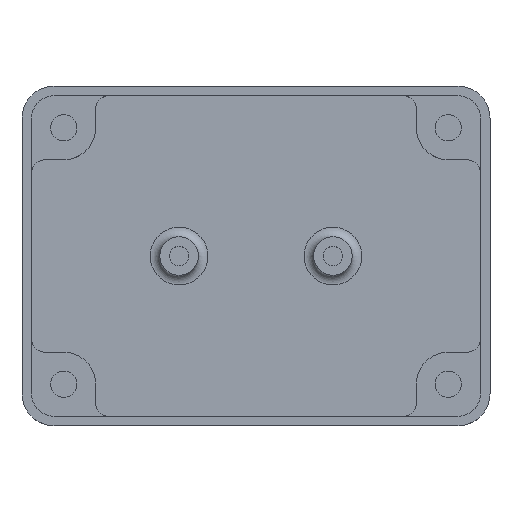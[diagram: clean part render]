
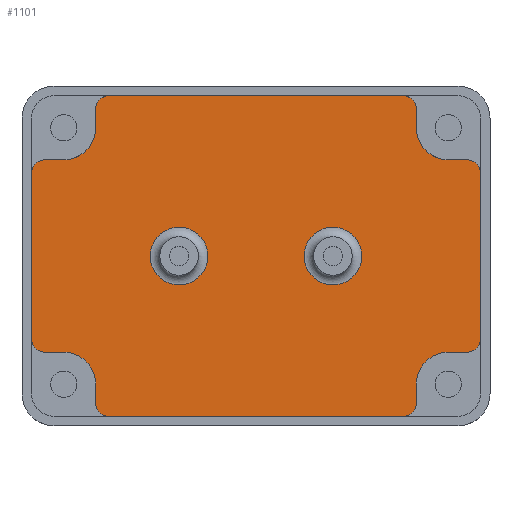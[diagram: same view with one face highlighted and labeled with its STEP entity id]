
A CAD part, top view. The second image highlights one B-rep face of the part: STEP entity #1101.
In plain terms, the highlighted planar face has unit normal (0, 0, 1).
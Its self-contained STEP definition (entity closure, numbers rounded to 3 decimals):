
#25=FACE_BOUND('',#138,.T.);
#26=FACE_BOUND('',#139,.T.);
#35=PLANE('',#1189);
#68=FACE_OUTER_BOUND('',#137,.T.);
#137=EDGE_LOOP('',(#754,#755,#756,#757,#758,#759,#760,#761,#762,#763,#764,
#765,#766,#767,#768,#769,#770,#771,#772,#773,#774,#775,#776,#777));
#138=EDGE_LOOP('',(#778));
#139=EDGE_LOOP('',(#779));
#215=LINE('',#1719,#307);
#223=LINE('',#1740,#315);
#224=LINE('',#1743,#316);
#225=LINE('',#1745,#317);
#226=LINE('',#1749,#318);
#227=LINE('',#1753,#319);
#228=LINE('',#1757,#320);
#229=LINE('',#1761,#321);
#230=LINE('',#1765,#322);
#231=LINE('',#1769,#323);
#232=LINE('',#1773,#324);
#233=LINE('',#1777,#325);
#307=VECTOR('',#1339,10.);
#315=VECTOR('',#1355,10.);
#316=VECTOR('',#1358,10.);
#317=VECTOR('',#1359,10.);
#318=VECTOR('',#1362,10.);
#319=VECTOR('',#1365,10.);
#320=VECTOR('',#1368,10.);
#321=VECTOR('',#1371,10.);
#322=VECTOR('',#1374,10.);
#323=VECTOR('',#1377,10.);
#324=VECTOR('',#1380,10.);
#325=VECTOR('',#1383,10.);
#396=CIRCLE('',#1183,2.);
#398=CIRCLE('',#1187,2.);
#400=CIRCLE('',#1190,5.);
#401=CIRCLE('',#1191,2.);
#402=CIRCLE('',#1192,5.);
#403=CIRCLE('',#1193,2.);
#404=CIRCLE('',#1194,2.);
#405=CIRCLE('',#1195,5.);
#406=CIRCLE('',#1196,2.);
#407=CIRCLE('',#1197,2.);
#408=CIRCLE('',#1198,5.);
#409=CIRCLE('',#1199,2.);
#410=CIRCLE('',#1200,4.5);
#411=CIRCLE('',#1201,4.5);
#468=VERTEX_POINT('',#1707);
#469=VERTEX_POINT('',#1708);
#473=VERTEX_POINT('',#1718);
#478=VERTEX_POINT('',#1730);
#479=VERTEX_POINT('',#1731);
#482=VERTEX_POINT('',#1739);
#483=VERTEX_POINT('',#1741);
#484=VERTEX_POINT('',#1744);
#485=VERTEX_POINT('',#1746);
#486=VERTEX_POINT('',#1748);
#487=VERTEX_POINT('',#1750);
#488=VERTEX_POINT('',#1752);
#489=VERTEX_POINT('',#1754);
#490=VERTEX_POINT('',#1756);
#491=VERTEX_POINT('',#1758);
#492=VERTEX_POINT('',#1760);
#493=VERTEX_POINT('',#1762);
#494=VERTEX_POINT('',#1764);
#495=VERTEX_POINT('',#1766);
#496=VERTEX_POINT('',#1768);
#497=VERTEX_POINT('',#1770);
#498=VERTEX_POINT('',#1772);
#499=VERTEX_POINT('',#1774);
#500=VERTEX_POINT('',#1776);
#501=VERTEX_POINT('',#1779);
#502=VERTEX_POINT('',#1781);
#574=EDGE_CURVE('',#468,#469,#396,.T.);
#579=EDGE_CURVE('',#473,#468,#215,.T.);
#585=EDGE_CURVE('',#478,#479,#398,.T.);
#589=EDGE_CURVE('',#469,#482,#223,.T.);
#590=EDGE_CURVE('',#482,#483,#400,.T.);
#591=EDGE_CURVE('',#483,#478,#224,.T.);
#592=EDGE_CURVE('',#479,#484,#225,.T.);
#593=EDGE_CURVE('',#484,#485,#401,.T.);
#594=EDGE_CURVE('',#485,#486,#226,.T.);
#595=EDGE_CURVE('',#486,#487,#402,.T.);
#596=EDGE_CURVE('',#487,#488,#227,.T.);
#597=EDGE_CURVE('',#488,#489,#403,.T.);
#598=EDGE_CURVE('',#489,#490,#228,.T.);
#599=EDGE_CURVE('',#490,#491,#404,.T.);
#600=EDGE_CURVE('',#491,#492,#229,.T.);
#601=EDGE_CURVE('',#492,#493,#405,.T.);
#602=EDGE_CURVE('',#493,#494,#230,.T.);
#603=EDGE_CURVE('',#494,#495,#406,.T.);
#604=EDGE_CURVE('',#495,#496,#231,.F.);
#605=EDGE_CURVE('',#496,#497,#407,.T.);
#606=EDGE_CURVE('',#497,#498,#232,.T.);
#607=EDGE_CURVE('',#498,#499,#408,.T.);
#608=EDGE_CURVE('',#499,#500,#233,.T.);
#609=EDGE_CURVE('',#500,#473,#409,.T.);
#610=EDGE_CURVE('',#501,#501,#410,.T.);
#611=EDGE_CURVE('',#502,#502,#411,.T.);
#754=ORIENTED_EDGE('',*,*,#574,.T.);
#755=ORIENTED_EDGE('',*,*,#589,.T.);
#756=ORIENTED_EDGE('',*,*,#590,.T.);
#757=ORIENTED_EDGE('',*,*,#591,.T.);
#758=ORIENTED_EDGE('',*,*,#585,.T.);
#759=ORIENTED_EDGE('',*,*,#592,.T.);
#760=ORIENTED_EDGE('',*,*,#593,.T.);
#761=ORIENTED_EDGE('',*,*,#594,.T.);
#762=ORIENTED_EDGE('',*,*,#595,.T.);
#763=ORIENTED_EDGE('',*,*,#596,.T.);
#764=ORIENTED_EDGE('',*,*,#597,.T.);
#765=ORIENTED_EDGE('',*,*,#598,.T.);
#766=ORIENTED_EDGE('',*,*,#599,.T.);
#767=ORIENTED_EDGE('',*,*,#600,.T.);
#768=ORIENTED_EDGE('',*,*,#601,.T.);
#769=ORIENTED_EDGE('',*,*,#602,.T.);
#770=ORIENTED_EDGE('',*,*,#603,.T.);
#771=ORIENTED_EDGE('',*,*,#604,.T.);
#772=ORIENTED_EDGE('',*,*,#605,.T.);
#773=ORIENTED_EDGE('',*,*,#606,.T.);
#774=ORIENTED_EDGE('',*,*,#607,.T.);
#775=ORIENTED_EDGE('',*,*,#608,.T.);
#776=ORIENTED_EDGE('',*,*,#609,.T.);
#777=ORIENTED_EDGE('',*,*,#579,.T.);
#778=ORIENTED_EDGE('',*,*,#610,.F.);
#779=ORIENTED_EDGE('',*,*,#611,.F.);
#1101=ADVANCED_FACE('',(#68,#25,#26),#35,.T.);
#1183=AXIS2_PLACEMENT_3D('',#1709,#1330,#1331);
#1187=AXIS2_PLACEMENT_3D('',#1732,#1347,#1348);
#1189=AXIS2_PLACEMENT_3D('',#1738,#1353,#1354);
#1190=AXIS2_PLACEMENT_3D('',#1742,#1356,#1357);
#1191=AXIS2_PLACEMENT_3D('',#1747,#1360,#1361);
#1192=AXIS2_PLACEMENT_3D('',#1751,#1363,#1364);
#1193=AXIS2_PLACEMENT_3D('',#1755,#1366,#1367);
#1194=AXIS2_PLACEMENT_3D('',#1759,#1369,#1370);
#1195=AXIS2_PLACEMENT_3D('',#1763,#1372,#1373);
#1196=AXIS2_PLACEMENT_3D('',#1767,#1375,#1376);
#1197=AXIS2_PLACEMENT_3D('',#1771,#1378,#1379);
#1198=AXIS2_PLACEMENT_3D('',#1775,#1381,#1382);
#1199=AXIS2_PLACEMENT_3D('',#1778,#1384,#1385);
#1200=AXIS2_PLACEMENT_3D('',#1780,#1386,#1387);
#1201=AXIS2_PLACEMENT_3D('',#1782,#1388,#1389);
#1330=DIRECTION('center_axis',(0.,0.,1.));
#1331=DIRECTION('ref_axis',(0.707,-0.707,0.));
#1339=DIRECTION('',(1.,0.,0.));
#1347=DIRECTION('center_axis',(0.,0.,1.));
#1348=DIRECTION('ref_axis',(0.707,-0.707,0.));
#1353=DIRECTION('center_axis',(0.,0.,1.));
#1354=DIRECTION('ref_axis',(1.,0.,0.));
#1355=DIRECTION('',(0.,1.,0.));
#1356=DIRECTION('center_axis',(0.,0.,-1.));
#1357=DIRECTION('ref_axis',(0.,1.,0.));
#1358=DIRECTION('',(1.,0.,0.));
#1359=DIRECTION('',(0.,1.,0.));
#1360=DIRECTION('center_axis',(0.,0.,1.));
#1361=DIRECTION('ref_axis',(0.707,0.707,0.));
#1362=DIRECTION('',(-1.,0.,0.));
#1363=DIRECTION('center_axis',(0.,0.,-1.));
#1364=DIRECTION('ref_axis',(-1.,0.,0.));
#1365=DIRECTION('',(0.,1.,0.));
#1366=DIRECTION('center_axis',(0.,0.,1.));
#1367=DIRECTION('ref_axis',(0.707,0.707,0.));
#1368=DIRECTION('',(-1.,0.,0.));
#1369=DIRECTION('center_axis',(0.,0.,1.));
#1370=DIRECTION('ref_axis',(-0.707,0.707,0.));
#1371=DIRECTION('',(0.,-1.,0.));
#1372=DIRECTION('center_axis',(0.,0.,-1.));
#1373=DIRECTION('ref_axis',(0.,-1.,0.));
#1374=DIRECTION('',(-1.,0.,0.));
#1375=DIRECTION('center_axis',(0.,0.,1.));
#1376=DIRECTION('ref_axis',(-0.707,0.707,0.));
#1377=DIRECTION('',(0.,1.,0.));
#1378=DIRECTION('center_axis',(0.,0.,1.));
#1379=DIRECTION('ref_axis',(-0.707,-0.707,0.));
#1380=DIRECTION('',(1.,0.,0.));
#1381=DIRECTION('center_axis',(0.,0.,-1.));
#1382=DIRECTION('ref_axis',(1.,0.,0.));
#1383=DIRECTION('',(0.,-1.,0.));
#1384=DIRECTION('center_axis',(0.,0.,1.));
#1385=DIRECTION('ref_axis',(-0.707,-0.707,0.));
#1386=DIRECTION('center_axis',(0.,0.,1.));
#1387=DIRECTION('ref_axis',(-1.,0.,0.));
#1388=DIRECTION('center_axis',(0.,0.,1.));
#1389=DIRECTION('ref_axis',(-1.,0.,0.));
#1707=CARTESIAN_POINT('',(59.5,1.5,1.5));
#1708=CARTESIAN_POINT('',(61.5,3.5,1.5));
#1709=CARTESIAN_POINT('Origin',(59.5,3.5,1.5));
#1718=CARTESIAN_POINT('',(13.5,1.5,1.5));
#1719=CARTESIAN_POINT('',(18.25,1.5,1.5));
#1730=CARTESIAN_POINT('',(69.5,11.5,1.5));
#1731=CARTESIAN_POINT('',(71.5,13.5,1.5));
#1732=CARTESIAN_POINT('Origin',(69.5,13.5,1.5));
#1738=CARTESIAN_POINT('Origin',(36.5,26.5,1.5));
#1739=CARTESIAN_POINT('',(61.5,6.5,1.5));
#1740=CARTESIAN_POINT('',(61.5,16.5,1.5));
#1741=CARTESIAN_POINT('',(66.5,11.5,1.5));
#1742=CARTESIAN_POINT('Origin',(66.5,6.5,1.5));
#1743=CARTESIAN_POINT('',(54.,11.5,1.5));
#1744=CARTESIAN_POINT('',(71.5,39.5,1.5));
#1745=CARTESIAN_POINT('',(71.5,13.25,1.5));
#1746=CARTESIAN_POINT('',(69.5,41.5,1.5));
#1747=CARTESIAN_POINT('Origin',(69.5,39.5,1.5));
#1748=CARTESIAN_POINT('',(66.5,41.5,1.5));
#1749=CARTESIAN_POINT('',(51.5,41.5,1.5));
#1750=CARTESIAN_POINT('',(61.5,46.5,1.5));
#1751=CARTESIAN_POINT('Origin',(66.5,46.5,1.5));
#1752=CARTESIAN_POINT('',(61.5,49.5,1.5));
#1753=CARTESIAN_POINT('',(61.5,39.,1.5));
#1754=CARTESIAN_POINT('',(59.5,51.5,1.5));
#1755=CARTESIAN_POINT('Origin',(59.5,49.5,1.5));
#1756=CARTESIAN_POINT('',(13.5,51.5,1.5));
#1757=CARTESIAN_POINT('',(54.75,51.5,1.5));
#1758=CARTESIAN_POINT('',(11.5,49.5,1.5));
#1759=CARTESIAN_POINT('Origin',(13.5,49.5,1.5));
#1760=CARTESIAN_POINT('',(11.5,46.5,1.5));
#1761=CARTESIAN_POINT('',(11.5,36.5,1.5));
#1762=CARTESIAN_POINT('',(6.5,41.5,1.5));
#1763=CARTESIAN_POINT('Origin',(6.5,46.5,1.5));
#1764=CARTESIAN_POINT('',(3.5,41.5,1.5));
#1765=CARTESIAN_POINT('',(19.,41.5,1.5));
#1766=CARTESIAN_POINT('',(1.5,39.5,1.5));
#1767=CARTESIAN_POINT('Origin',(3.5,39.5,1.5));
#1768=CARTESIAN_POINT('',(1.5,13.5,1.5));
#1769=CARTESIAN_POINT('',(1.5,39.75,1.5));
#1770=CARTESIAN_POINT('',(3.5,11.5,1.5));
#1771=CARTESIAN_POINT('Origin',(3.5,13.5,1.5));
#1772=CARTESIAN_POINT('',(6.5,11.5,1.5));
#1773=CARTESIAN_POINT('',(21.5,11.5,1.5));
#1774=CARTESIAN_POINT('',(11.5,6.5,1.5));
#1775=CARTESIAN_POINT('Origin',(6.5,6.5,1.5));
#1776=CARTESIAN_POINT('',(11.5,3.5,1.5));
#1777=CARTESIAN_POINT('',(11.5,14.,1.5));
#1778=CARTESIAN_POINT('Origin',(13.5,3.5,1.5));
#1779=CARTESIAN_POINT('',(29.,26.5,1.5));
#1780=CARTESIAN_POINT('Origin',(24.5,26.5,1.5));
#1781=CARTESIAN_POINT('',(53.,26.5,1.5));
#1782=CARTESIAN_POINT('Origin',(48.5,26.5,1.5));
